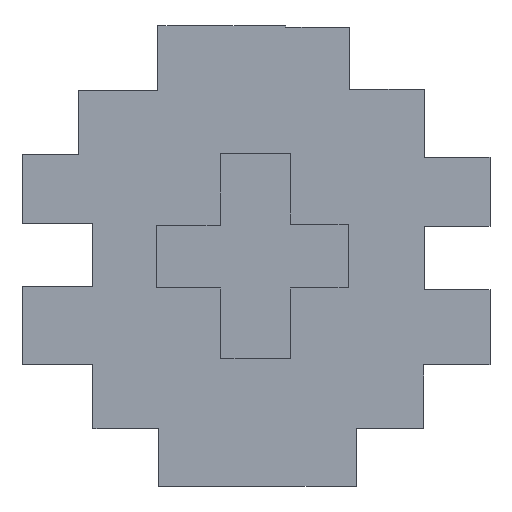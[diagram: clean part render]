
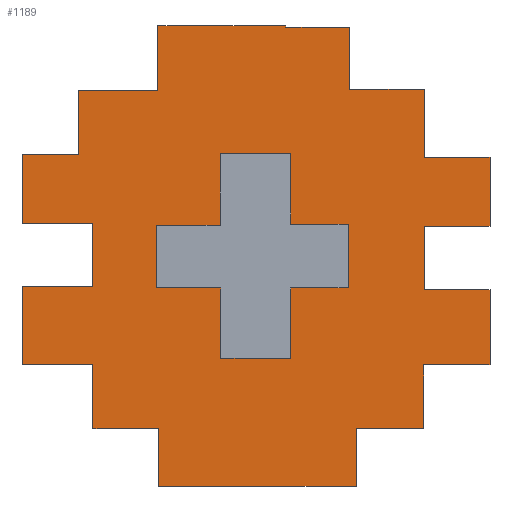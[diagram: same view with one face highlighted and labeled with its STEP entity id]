
A CAD part, top view. The second image highlights one B-rep face of the part: STEP entity #1189.
In plain terms, the highlighted planar face has unit normal (0, 0, 1).
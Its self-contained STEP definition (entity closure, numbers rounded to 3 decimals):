
#51=FACE_OUTER_BOUND('',#113,.T.);
#113=EDGE_LOOP('',(#887,#888,#889,#890,#891,#892,#893,#894,#895,#896,#897,
#898,#899,#900,#901,#902,#903,#904,#905,#906,#907,#908,#909,#910,#911,#912,
#913,#914,#915,#916,#917,#918));
#145=LINE('',#1599,#313);
#148=LINE('',#1605,#316);
#151=LINE('',#1611,#319);
#154=LINE('',#1617,#322);
#157=LINE('',#1623,#325);
#160=LINE('',#1629,#328);
#163=LINE('',#1635,#331);
#166=LINE('',#1641,#334);
#169=LINE('',#1647,#337);
#172=LINE('',#1653,#340);
#175=LINE('',#1659,#343);
#178=LINE('',#1665,#346);
#181=LINE('',#1671,#349);
#184=LINE('',#1677,#352);
#187=LINE('',#1683,#355);
#190=LINE('',#1689,#358);
#193=LINE('',#1695,#361);
#196=LINE('',#1701,#364);
#199=LINE('',#1707,#367);
#202=LINE('',#1713,#370);
#205=LINE('',#1719,#373);
#208=LINE('',#1725,#376);
#211=LINE('',#1731,#379);
#214=LINE('',#1737,#382);
#217=LINE('',#1743,#385);
#220=LINE('',#1749,#388);
#223=LINE('',#1755,#391);
#226=LINE('',#1761,#394);
#229=LINE('',#1767,#397);
#232=LINE('',#1773,#400);
#235=LINE('',#1779,#403);
#238=LINE('',#1783,#406);
#313=VECTOR('',#1303,10.);
#316=VECTOR('',#1308,10.);
#319=VECTOR('',#1313,10.);
#322=VECTOR('',#1318,10.);
#325=VECTOR('',#1323,10.);
#328=VECTOR('',#1328,10.);
#331=VECTOR('',#1333,10.);
#334=VECTOR('',#1338,10.);
#337=VECTOR('',#1343,10.);
#340=VECTOR('',#1348,10.);
#343=VECTOR('',#1353,10.);
#346=VECTOR('',#1358,10.);
#349=VECTOR('',#1363,10.);
#352=VECTOR('',#1368,10.);
#355=VECTOR('',#1373,10.);
#358=VECTOR('',#1378,10.);
#361=VECTOR('',#1383,10.);
#364=VECTOR('',#1388,10.);
#367=VECTOR('',#1393,10.);
#370=VECTOR('',#1398,10.);
#373=VECTOR('',#1403,10.);
#376=VECTOR('',#1408,10.);
#379=VECTOR('',#1413,10.);
#382=VECTOR('',#1418,10.);
#385=VECTOR('',#1423,10.);
#388=VECTOR('',#1428,10.);
#391=VECTOR('',#1433,10.);
#394=VECTOR('',#1438,10.);
#397=VECTOR('',#1443,10.);
#400=VECTOR('',#1448,10.);
#403=VECTOR('',#1453,10.);
#406=VECTOR('',#1458,10.);
#481=VERTEX_POINT('',#1596);
#482=VERTEX_POINT('',#1598);
#484=VERTEX_POINT('',#1604);
#486=VERTEX_POINT('',#1610);
#488=VERTEX_POINT('',#1616);
#490=VERTEX_POINT('',#1622);
#492=VERTEX_POINT('',#1628);
#494=VERTEX_POINT('',#1634);
#496=VERTEX_POINT('',#1640);
#498=VERTEX_POINT('',#1646);
#500=VERTEX_POINT('',#1652);
#502=VERTEX_POINT('',#1658);
#504=VERTEX_POINT('',#1664);
#506=VERTEX_POINT('',#1670);
#508=VERTEX_POINT('',#1676);
#510=VERTEX_POINT('',#1682);
#512=VERTEX_POINT('',#1688);
#514=VERTEX_POINT('',#1694);
#516=VERTEX_POINT('',#1700);
#518=VERTEX_POINT('',#1706);
#520=VERTEX_POINT('',#1712);
#522=VERTEX_POINT('',#1718);
#524=VERTEX_POINT('',#1724);
#526=VERTEX_POINT('',#1730);
#528=VERTEX_POINT('',#1736);
#530=VERTEX_POINT('',#1742);
#532=VERTEX_POINT('',#1748);
#534=VERTEX_POINT('',#1754);
#536=VERTEX_POINT('',#1760);
#538=VERTEX_POINT('',#1766);
#540=VERTEX_POINT('',#1772);
#542=VERTEX_POINT('',#1778);
#593=EDGE_CURVE('',#482,#481,#145,.T.);
#596=EDGE_CURVE('',#484,#482,#148,.T.);
#599=EDGE_CURVE('',#486,#484,#151,.T.);
#602=EDGE_CURVE('',#488,#486,#154,.T.);
#605=EDGE_CURVE('',#490,#488,#157,.T.);
#608=EDGE_CURVE('',#492,#490,#160,.T.);
#611=EDGE_CURVE('',#494,#492,#163,.T.);
#614=EDGE_CURVE('',#496,#494,#166,.T.);
#617=EDGE_CURVE('',#498,#496,#169,.T.);
#620=EDGE_CURVE('',#500,#498,#172,.T.);
#623=EDGE_CURVE('',#502,#500,#175,.T.);
#626=EDGE_CURVE('',#504,#502,#178,.T.);
#629=EDGE_CURVE('',#506,#504,#181,.T.);
#632=EDGE_CURVE('',#508,#506,#184,.T.);
#635=EDGE_CURVE('',#510,#508,#187,.T.);
#638=EDGE_CURVE('',#512,#510,#190,.T.);
#641=EDGE_CURVE('',#514,#512,#193,.T.);
#644=EDGE_CURVE('',#516,#514,#196,.T.);
#647=EDGE_CURVE('',#518,#516,#199,.T.);
#650=EDGE_CURVE('',#520,#518,#202,.T.);
#653=EDGE_CURVE('',#522,#520,#205,.T.);
#656=EDGE_CURVE('',#524,#522,#208,.T.);
#659=EDGE_CURVE('',#526,#524,#211,.T.);
#662=EDGE_CURVE('',#528,#526,#214,.T.);
#665=EDGE_CURVE('',#530,#528,#217,.T.);
#668=EDGE_CURVE('',#532,#530,#220,.T.);
#671=EDGE_CURVE('',#534,#532,#223,.T.);
#674=EDGE_CURVE('',#536,#534,#226,.T.);
#677=EDGE_CURVE('',#538,#536,#229,.T.);
#680=EDGE_CURVE('',#540,#538,#232,.T.);
#683=EDGE_CURVE('',#542,#540,#235,.T.);
#686=EDGE_CURVE('',#481,#542,#238,.T.);
#887=ORIENTED_EDGE('',*,*,#686,.T.);
#888=ORIENTED_EDGE('',*,*,#683,.T.);
#889=ORIENTED_EDGE('',*,*,#680,.T.);
#890=ORIENTED_EDGE('',*,*,#677,.T.);
#891=ORIENTED_EDGE('',*,*,#674,.T.);
#892=ORIENTED_EDGE('',*,*,#671,.T.);
#893=ORIENTED_EDGE('',*,*,#668,.T.);
#894=ORIENTED_EDGE('',*,*,#665,.T.);
#895=ORIENTED_EDGE('',*,*,#662,.T.);
#896=ORIENTED_EDGE('',*,*,#659,.T.);
#897=ORIENTED_EDGE('',*,*,#656,.T.);
#898=ORIENTED_EDGE('',*,*,#653,.T.);
#899=ORIENTED_EDGE('',*,*,#650,.T.);
#900=ORIENTED_EDGE('',*,*,#647,.T.);
#901=ORIENTED_EDGE('',*,*,#644,.T.);
#902=ORIENTED_EDGE('',*,*,#641,.T.);
#903=ORIENTED_EDGE('',*,*,#638,.T.);
#904=ORIENTED_EDGE('',*,*,#635,.T.);
#905=ORIENTED_EDGE('',*,*,#632,.T.);
#906=ORIENTED_EDGE('',*,*,#629,.T.);
#907=ORIENTED_EDGE('',*,*,#626,.T.);
#908=ORIENTED_EDGE('',*,*,#623,.T.);
#909=ORIENTED_EDGE('',*,*,#620,.T.);
#910=ORIENTED_EDGE('',*,*,#617,.T.);
#911=ORIENTED_EDGE('',*,*,#614,.T.);
#912=ORIENTED_EDGE('',*,*,#611,.T.);
#913=ORIENTED_EDGE('',*,*,#608,.T.);
#914=ORIENTED_EDGE('',*,*,#605,.T.);
#915=ORIENTED_EDGE('',*,*,#602,.T.);
#916=ORIENTED_EDGE('',*,*,#599,.T.);
#917=ORIENTED_EDGE('',*,*,#596,.T.);
#918=ORIENTED_EDGE('',*,*,#593,.T.);
#1127=PLANE('',#1267);
#1189=ADVANCED_FACE('',(#51),#1127,.T.);
#1267=AXIS2_PLACEMENT_3D('',#1784,#1459,#1460);
#1303=DIRECTION('',(0.,-1.,0.));
#1308=DIRECTION('',(-1.,0.,0.));
#1313=DIRECTION('',(0.,-1.,0.));
#1318=DIRECTION('',(1.,0.,0.));
#1323=DIRECTION('',(0.,-1.,0.));
#1328=DIRECTION('',(-1.,0.,0.));
#1333=DIRECTION('',(0.,-1.,0.));
#1338=DIRECTION('',(-1.,0.,0.));
#1343=DIRECTION('',(0.,-1.,0.));
#1348=DIRECTION('',(-1.,0.,0.));
#1353=DIRECTION('',(0.,1.,0.));
#1358=DIRECTION('',(-1.,0.,0.));
#1363=DIRECTION('',(0.,1.,0.));
#1368=DIRECTION('',(-1.,0.,0.));
#1373=DIRECTION('',(0.,1.,0.));
#1378=DIRECTION('',(-1.,0.,0.));
#1383=DIRECTION('',(0.,1.,0.));
#1388=DIRECTION('',(-1.,0.,0.));
#1393=DIRECTION('',(0.,1.,0.));
#1398=DIRECTION('',(1.,0.,0.));
#1403=DIRECTION('',(0.,1.,0.));
#1408=DIRECTION('',(-1.,0.,0.));
#1413=DIRECTION('',(0.,1.,0.));
#1418=DIRECTION('',(1.,0.,0.));
#1423=DIRECTION('',(0.,1.,0.));
#1428=DIRECTION('',(1.,0.,0.));
#1433=DIRECTION('',(0.,1.,0.));
#1438=DIRECTION('',(1.,0.,0.));
#1443=DIRECTION('',(0.,-1.,0.));
#1448=DIRECTION('',(1.,0.,0.));
#1453=DIRECTION('',(0.,-1.,0.));
#1458=DIRECTION('',(1.,0.,0.));
#1459=DIRECTION('center_axis',(0.,0.,1.));
#1460=DIRECTION('ref_axis',(1.,0.,0.));
#1596=CARTESIAN_POINT('',(-106.248,30.,10.));
#1598=CARTESIAN_POINT('',(-106.248,42.213,10.));
#1599=CARTESIAN_POINT('',(-106.248,30.,10.));
#1604=CARTESIAN_POINT('',(-95.151,42.213,10.));
#1605=CARTESIAN_POINT('',(-106.248,42.213,10.));
#1610=CARTESIAN_POINT('',(-95.151,52.078,10.));
#1611=CARTESIAN_POINT('',(-95.151,42.213,10.));
#1616=CARTESIAN_POINT('',(-106.248,52.078,10.));
#1617=CARTESIAN_POINT('',(-95.151,52.078,10.));
#1622=CARTESIAN_POINT('',(-106.248,62.97,10.));
#1623=CARTESIAN_POINT('',(-106.248,60.,10.));
#1628=CARTESIAN_POINT('',(-97.411,62.97,10.));
#1629=CARTESIAN_POINT('',(-106.248,62.97,10.));
#1634=CARTESIAN_POINT('',(-97.411,72.835,10.));
#1635=CARTESIAN_POINT('',(-97.411,62.97,10.));
#1640=CARTESIAN_POINT('',(-85.,72.835,10.));
#1641=CARTESIAN_POINT('',(-97.411,72.835,10.));
#1646=CARTESIAN_POINT('',(-85.,83.058,10.));
#1647=CARTESIAN_POINT('',(-85.,72.835,10.));
#1652=CARTESIAN_POINT('',(-75.,83.058,10.));
#1653=CARTESIAN_POINT('',(-85.,83.058,10.));
#1658=CARTESIAN_POINT('',(-75.,83.048,10.));
#1659=CARTESIAN_POINT('',(-75.,83.058,10.));
#1664=CARTESIAN_POINT('',(-65.,83.048,10.));
#1665=CARTESIAN_POINT('',(-75.,83.048,10.));
#1670=CARTESIAN_POINT('',(-65.,82.804,10.));
#1671=CARTESIAN_POINT('',(-65.,83.048,10.));
#1676=CARTESIAN_POINT('',(-55.,82.804,10.));
#1677=CARTESIAN_POINT('',(-65.,82.804,10.));
#1682=CARTESIAN_POINT('',(-55.,73.093,10.));
#1683=CARTESIAN_POINT('',(-55.,82.804,10.));
#1688=CARTESIAN_POINT('',(-43.342,73.093,10.));
#1689=CARTESIAN_POINT('',(-55.,73.093,10.));
#1694=CARTESIAN_POINT('',(-43.342,62.502,10.));
#1695=CARTESIAN_POINT('',(-43.342,73.093,10.));
#1700=CARTESIAN_POINT('',(-33.062,62.502,10.));
#1701=CARTESIAN_POINT('',(-43.342,62.502,10.));
#1706=CARTESIAN_POINT('',(-33.062,51.704,10.));
#1707=CARTESIAN_POINT('',(-33.062,62.502,10.));
#1712=CARTESIAN_POINT('',(-43.342,51.704,10.));
#1713=CARTESIAN_POINT('',(-33.062,51.704,10.));
#1718=CARTESIAN_POINT('',(-43.342,41.736,10.));
#1719=CARTESIAN_POINT('',(-43.342,51.704,10.));
#1724=CARTESIAN_POINT('',(-33.062,41.736,10.));
#1725=CARTESIAN_POINT('',(-43.342,41.736,10.));
#1730=CARTESIAN_POINT('',(-33.062,30.,10.));
#1731=CARTESIAN_POINT('',(-33.062,41.736,10.));
#1736=CARTESIAN_POINT('',(-43.394,30.,10.));
#1737=CARTESIAN_POINT('',(-33.062,30.,10.));
#1742=CARTESIAN_POINT('',(-43.394,20.,10.));
#1743=CARTESIAN_POINT('',(-43.394,30.,10.));
#1748=CARTESIAN_POINT('',(-54.,20.,10.));
#1749=CARTESIAN_POINT('',(-43.394,20.,10.));
#1754=CARTESIAN_POINT('',(-54.,11.,10.));
#1755=CARTESIAN_POINT('',(-54.,20.,10.));
#1760=CARTESIAN_POINT('',(-84.875,11.,10.));
#1761=CARTESIAN_POINT('',(-74.,11.,10.));
#1766=CARTESIAN_POINT('',(-84.875,20.,10.));
#1767=CARTESIAN_POINT('',(-84.875,11.,10.));
#1772=CARTESIAN_POINT('',(-95.151,20.,10.));
#1773=CARTESIAN_POINT('',(-84.875,20.,10.));
#1778=CARTESIAN_POINT('',(-95.151,30.,10.));
#1779=CARTESIAN_POINT('',(-95.151,20.,10.));
#1783=CARTESIAN_POINT('',(-95.151,30.,10.));
#1784=CARTESIAN_POINT('Origin',(-69.655,47.029,10.));
